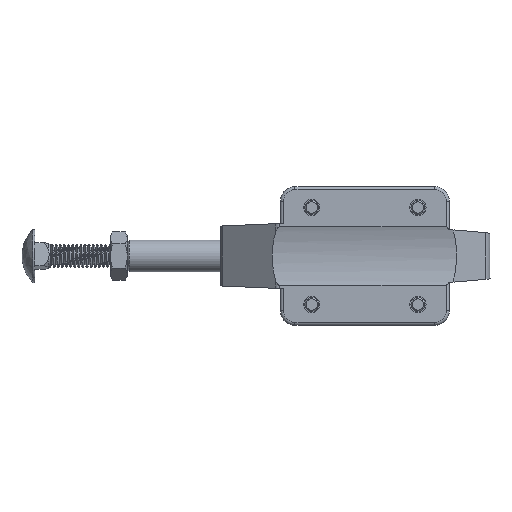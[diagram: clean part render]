
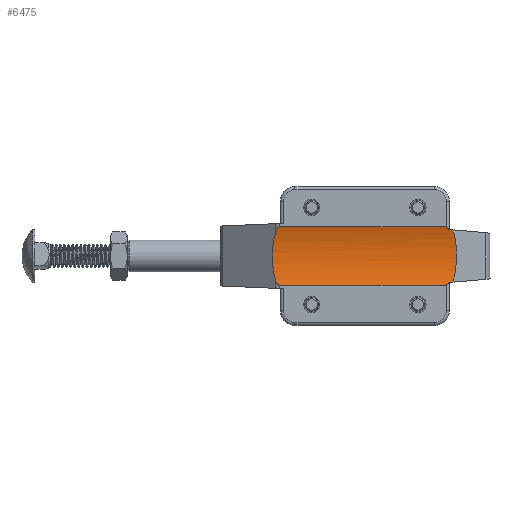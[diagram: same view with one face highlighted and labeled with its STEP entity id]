
A CAD part, front view. The second image highlights one B-rep face of the part: STEP entity #6475.
In plain terms, the highlighted cylindrical face has radius 34.083 mm (diameter 68.167 mm), a partial arc.
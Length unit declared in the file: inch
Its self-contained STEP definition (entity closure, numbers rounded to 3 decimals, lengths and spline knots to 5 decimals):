
#261=ELLIPSE('',#7116,1.9376,1.34186);
#262=ELLIPSE('',#7117,2.12231,1.34186);
#617=LINE('',#10230,#1053);
#627=LINE('',#10265,#1063);
#650=LINE('',#10348,#1086);
#651=LINE('',#10377,#1087);
#1053=VECTOR('',#8175,39.37008);
#1063=VECTOR('',#8203,39.37008);
#1086=VECTOR('',#8252,39.37008);
#1087=VECTOR('',#8255,39.37008);
#1317=CYLINDRICAL_SURFACE('',#7115,1.34186);
#1557=B_SPLINE_CURVE_WITH_KNOTS('',3,(#10321,#10322,#10323,#10324,#10325,
#10326,#10327,#10328,#10329,#10330,#10331,#10332),.UNSPECIFIED.,.F.,.F.,
(4,2,2,2,2,4),(-1.96872,-1.95953,-1.95033,-1.93195,
-1.90455,-1.84024),.UNSPECIFIED.);
#1558=B_SPLINE_CURVE_WITH_KNOTS('',3,(#10335,#10336,#10337,#10338,#10339,
#10340,#10341,#10342,#10343,#10344,#10345,#10346),.UNSPECIFIED.,.F.,.F.,
(4,2,2,2,2,4),(-0.12849,-0.06418,-0.03678,
-0.01839,-0.00919,0.),.UNSPECIFIED.);
#1559=B_SPLINE_CURVE_WITH_KNOTS('',3,(#10350,#10351,#10352,#10353,#10354,
#10355,#10356,#10357,#10358,#10359,#10360,#10361),.UNSPECIFIED.,.F.,.F.,
(4,2,2,2,2,4),(-4.05687,-4.03321,-4.00954,-3.96221,
-3.8832,-3.84331),.UNSPECIFIED.);
#1560=B_SPLINE_CURVE_WITH_KNOTS('',3,(#10365,#10366,#10367,#10368,#10369,
#10370,#10371,#10372,#10373,#10374,#10375,#10376),.UNSPECIFIED.,.F.,.F.,
(4,2,2,2,2,4),(-2.242,-2.20211,-2.1231,-2.07577,
-2.0521,-2.02844),.UNSPECIFIED.);
#1818=FACE_OUTER_BOUND('',#2218,.T.);
#2218=EDGE_LOOP('',(#5048,#5049,#5050,#5051,#5052,#5053,#5054,#5055,#5056,
#5057));
#2919=VERTEX_POINT('',#10227);
#2920=VERTEX_POINT('',#10229);
#2935=VERTEX_POINT('',#10262);
#2936=VERTEX_POINT('',#10264);
#2957=VERTEX_POINT('',#10320);
#2958=VERTEX_POINT('',#10334);
#2959=VERTEX_POINT('',#10347);
#2960=VERTEX_POINT('',#10349);
#2961=VERTEX_POINT('',#10362);
#2962=VERTEX_POINT('',#10364);
#3676=EDGE_CURVE('',#2920,#2919,#617,.T.);
#3694=EDGE_CURVE('',#2936,#2935,#627,.T.);
#3721=EDGE_CURVE('',#2957,#2920,#1557,.T.);
#3722=EDGE_CURVE('',#2919,#2936,#261,.T.);
#3723=EDGE_CURVE('',#2935,#2958,#1558,.T.);
#3724=EDGE_CURVE('',#2958,#2959,#650,.T.);
#3725=EDGE_CURVE('',#2959,#2960,#1559,.T.);
#3726=EDGE_CURVE('',#2960,#2961,#262,.T.);
#3727=EDGE_CURVE('',#2961,#2962,#1560,.T.);
#3728=EDGE_CURVE('',#2957,#2962,#651,.T.);
#5048=ORIENTED_EDGE('',*,*,#3721,.T.);
#5049=ORIENTED_EDGE('',*,*,#3676,.T.);
#5050=ORIENTED_EDGE('',*,*,#3722,.T.);
#5051=ORIENTED_EDGE('',*,*,#3694,.T.);
#5052=ORIENTED_EDGE('',*,*,#3723,.T.);
#5053=ORIENTED_EDGE('',*,*,#3724,.T.);
#5054=ORIENTED_EDGE('',*,*,#3725,.T.);
#5055=ORIENTED_EDGE('',*,*,#3726,.T.);
#5056=ORIENTED_EDGE('',*,*,#3727,.T.);
#5057=ORIENTED_EDGE('',*,*,#3728,.F.);
#6475=ADVANCED_FACE('',(#1818),#1317,.F.);
#7115=AXIS2_PLACEMENT_3D('',#10319,#8248,#8249);
#7116=AXIS2_PLACEMENT_3D('',#10333,#8250,#8251);
#7117=AXIS2_PLACEMENT_3D('',#10363,#8253,#8254);
#8175=DIRECTION('',(1.,0.,0.));
#8203=DIRECTION('',(-1.,0.,0.));
#8248=DIRECTION('center_axis',(-1.,0.,0.));
#8249=DIRECTION('ref_axis',(0.,0.,1.));
#8250=DIRECTION('center_axis',(0.693,-0.721,0.));
#8251=DIRECTION('ref_axis',(0.721,0.693,0.));
#8252=DIRECTION('',(-1.,0.,0.));
#8253=DIRECTION('center_axis',(-0.632,-0.775,0.));
#8254=DIRECTION('ref_axis',(0.775,-0.632,0.));
#8255=DIRECTION('',(-1.,0.,0.));
#10227=CARTESIAN_POINT('',(3.14117,0.01171,-0.3533));
#10229=CARTESIAN_POINT('',(3.0792,0.01171,-0.3533));
#10230=CARTESIAN_POINT('',(3.64173,0.01171,-0.3533));
#10262=CARTESIAN_POINT('',(3.0792,0.01171,0.3533));
#10264=CARTESIAN_POINT('',(3.14117,0.01171,0.3533));
#10265=CARTESIAN_POINT('',(3.64173,0.01171,0.3533));
#10319=CARTESIAN_POINT('Origin',(3.64173,-1.28281,0.));
#10320=CARTESIAN_POINT('',(3.05118,0.,-0.3937));
#10321=CARTESIAN_POINT('Ctrl Pts',(3.05118,0.,
-0.3937));
#10322=CARTESIAN_POINT('Ctrl Pts',(3.05239,0.,
-0.3937));
#10323=CARTESIAN_POINT('Ctrl Pts',(3.0536,0.00006,
-0.39352));
#10324=CARTESIAN_POINT('Ctrl Pts',(3.05594,0.00027,
-0.39282));
#10325=CARTESIAN_POINT('Ctrl Pts',(3.05708,0.00043,
-0.3923));
#10326=CARTESIAN_POINT('Ctrl Pts',(3.06031,0.00101,
-0.3904));
#10327=CARTESIAN_POINT('Ctrl Pts',(3.06222,0.00154,
-0.38864));
#10328=CARTESIAN_POINT('Ctrl Pts',(3.06612,0.00286,
-0.38426));
#10329=CARTESIAN_POINT('Ctrl Pts',(3.06839,0.00391,
-0.38074));
#10330=CARTESIAN_POINT('Ctrl Pts',(3.07391,0.00692,
-0.37048));
#10331=CARTESIAN_POINT('Ctrl Pts',(3.07705,0.00953,
-0.36127));
#10332=CARTESIAN_POINT('Ctrl Pts',(3.0792,0.01171,
-0.3533));
#10333=CARTESIAN_POINT('Origin',(1.79273,-1.28281,0.));
#10334=CARTESIAN_POINT('',(3.05118,0.,0.3937));
#10335=CARTESIAN_POINT('Ctrl Pts',(3.0792,0.01171,
0.3533));
#10336=CARTESIAN_POINT('Ctrl Pts',(3.07705,0.00953,
0.36127));
#10337=CARTESIAN_POINT('Ctrl Pts',(3.07391,0.00692,
0.37048));
#10338=CARTESIAN_POINT('Ctrl Pts',(3.06839,0.00391,
0.38074));
#10339=CARTESIAN_POINT('Ctrl Pts',(3.06612,0.00286,
0.38426));
#10340=CARTESIAN_POINT('Ctrl Pts',(3.06222,0.00154,
0.38864));
#10341=CARTESIAN_POINT('Ctrl Pts',(3.06031,0.00101,
0.3904));
#10342=CARTESIAN_POINT('Ctrl Pts',(3.05708,0.00043,
0.3923));
#10343=CARTESIAN_POINT('Ctrl Pts',(3.05594,0.00027,
0.39282));
#10344=CARTESIAN_POINT('Ctrl Pts',(3.0536,0.00006,
0.39352));
#10345=CARTESIAN_POINT('Ctrl Pts',(3.05239,0.,
0.3937));
#10346=CARTESIAN_POINT('Ctrl Pts',(3.05118,0.,
0.3937));
#10347=CARTESIAN_POINT('',(0.79403,0.,0.3937));
#10348=CARTESIAN_POINT('',(3.64173,0.,0.3937));
#10349=CARTESIAN_POINT('',(0.74425,0.01774,0.33043));
#10350=CARTESIAN_POINT('Ctrl Pts',(0.79403,0.,
0.3937));
#10351=CARTESIAN_POINT('Ctrl Pts',(0.79093,0.,
0.3937));
#10352=CARTESIAN_POINT('Ctrl Pts',(0.78792,0.00018,
0.3931));
#10353=CARTESIAN_POINT('Ctrl Pts',(0.78219,0.00084,
0.39095));
#10354=CARTESIAN_POINT('Ctrl Pts',(0.77947,0.00131,
0.3894));
#10355=CARTESIAN_POINT('Ctrl Pts',(0.77186,0.00301,
0.38379));
#10356=CARTESIAN_POINT('Ctrl Pts',(0.76752,0.0045,
0.37875));
#10357=CARTESIAN_POINT('Ctrl Pts',(0.75823,0.00833,
0.36556));
#10358=CARTESIAN_POINT('Ctrl Pts',(0.75304,0.01137,
0.35467));
#10359=CARTESIAN_POINT('Ctrl Pts',(0.74757,0.01513,
0.34055));
#10360=CARTESIAN_POINT('Ctrl Pts',(0.74585,0.01643,
0.33557));
#10361=CARTESIAN_POINT('Ctrl Pts',(0.74425,0.01774,
0.33043));
#10362=CARTESIAN_POINT('',(0.74425,0.01774,-0.33043));
#10363=CARTESIAN_POINT('Origin',(2.33788,-1.28281,0.));
#10364=CARTESIAN_POINT('',(0.79403,0.,-0.3937));
#10365=CARTESIAN_POINT('Ctrl Pts',(0.74425,0.01774,
-0.33043));
#10366=CARTESIAN_POINT('Ctrl Pts',(0.74585,0.01643,
-0.33557));
#10367=CARTESIAN_POINT('Ctrl Pts',(0.74757,0.01513,
-0.34055));
#10368=CARTESIAN_POINT('Ctrl Pts',(0.75304,0.01137,
-0.35467));
#10369=CARTESIAN_POINT('Ctrl Pts',(0.75823,0.00833,
-0.36556));
#10370=CARTESIAN_POINT('Ctrl Pts',(0.76752,0.0045,
-0.37875));
#10371=CARTESIAN_POINT('Ctrl Pts',(0.77186,0.00301,
-0.38379));
#10372=CARTESIAN_POINT('Ctrl Pts',(0.77947,0.00131,
-0.3894));
#10373=CARTESIAN_POINT('Ctrl Pts',(0.78219,0.00084,
-0.39095));
#10374=CARTESIAN_POINT('Ctrl Pts',(0.78792,0.00018,
-0.3931));
#10375=CARTESIAN_POINT('Ctrl Pts',(0.79093,0.,
-0.3937));
#10376=CARTESIAN_POINT('Ctrl Pts',(0.79403,0.,
-0.3937));
#10377=CARTESIAN_POINT('',(3.64173,0.,-0.3937));
